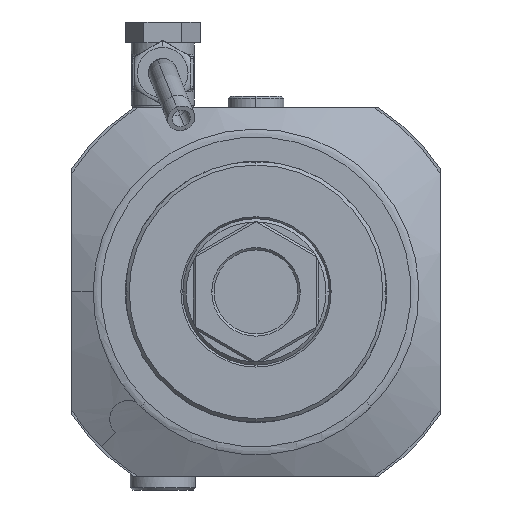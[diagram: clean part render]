
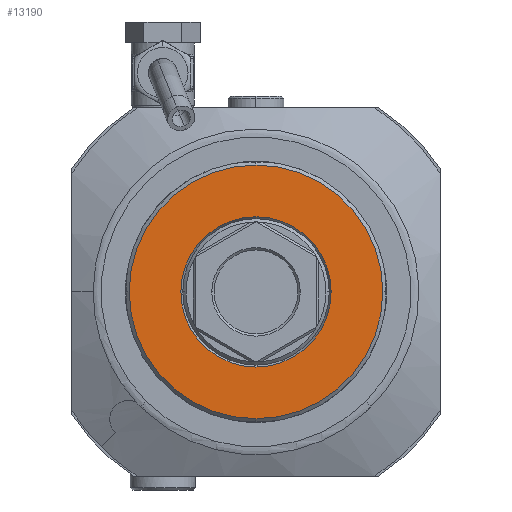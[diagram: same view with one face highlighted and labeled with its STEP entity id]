
A CAD part, left-side view. The second image highlights one B-rep face of the part: STEP entity #13190.
In plain terms, the highlighted planar face has unit normal (-1, 0, 0).
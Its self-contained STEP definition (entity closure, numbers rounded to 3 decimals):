
#3818=CARTESIAN_POINT('',(-24.,0.,0.));
#3819=DIRECTION('',(-1.,0.,0.));
#3820=DIRECTION('',(0.,1.,0.));
#3821=AXIS2_PLACEMENT_3D('',#3818,#3819,#3820);
#3823=CARTESIAN_POINT('',(-24.,0.,0.));
#3824=DIRECTION('',(-1.,0.,0.));
#3825=DIRECTION('',(0.,-1.,0.));
#3826=AXIS2_PLACEMENT_3D('',#3823,#3824,#3825);
#3828=CARTESIAN_POINT('',(-24.,0.,0.));
#3829=DIRECTION('',(1.,0.,0.));
#3830=DIRECTION('',(0.,1.,0.));
#3831=AXIS2_PLACEMENT_3D('',#3828,#3829,#3830);
#3833=CARTESIAN_POINT('',(-24.,0.,0.));
#3834=DIRECTION('',(1.,0.,0.));
#3835=DIRECTION('',(0.,-1.,0.));
#3836=AXIS2_PLACEMENT_3D('',#3833,#3834,#3835);
#8951=CARTESIAN_POINT('',(-24.,16.116,0.));
#8952=CARTESIAN_POINT('',(-24.,-16.116,0.));
#8953=VERTEX_POINT('',#8951);
#8954=VERTEX_POINT('',#8952);
#8955=CARTESIAN_POINT('',(-24.,27.2,0.));
#8956=CARTESIAN_POINT('',(-24.,-27.2,0.));
#8957=VERTEX_POINT('',#8955);
#8958=VERTEX_POINT('',#8956);
#13175=CARTESIAN_POINT('',(-24.,0.,0.));
#13176=DIRECTION('',(-1.,0.,0.));
#13177=DIRECTION('',(0.,1.,0.));
#13178=AXIS2_PLACEMENT_3D('',#13175,#13176,#13177);
#13179=PLANE('',#13178);
#13180=ORIENTED_EDGE('',*,*,#13153,.F.);
#13181=ORIENTED_EDGE('',*,*,#13168,.F.);
#13182=EDGE_LOOP('',(#13180,#13181));
#13183=FACE_OUTER_BOUND('',#13182,.F.);
#13185=ORIENTED_EDGE('',*,*,#13184,.F.);
#13187=ORIENTED_EDGE('',*,*,#13186,.F.);
#13188=EDGE_LOOP('',(#13185,#13187));
#13189=FACE_BOUND('',#13188,.F.);
#3822=CIRCLE('',#3821,27.2);
#3827=CIRCLE('',#3826,27.2);
#3832=CIRCLE('',#3831,16.116);
#3837=CIRCLE('',#3836,16.116);
#13153=EDGE_CURVE('',#8957,#8958,#3822,.T.);
#13168=EDGE_CURVE('',#8958,#8957,#3827,.T.);
#13184=EDGE_CURVE('',#8953,#8954,#3832,.T.);
#13186=EDGE_CURVE('',#8954,#8953,#3837,.T.);
#13190=ADVANCED_FACE('',(#13183,#13189),#13179,.T.);
